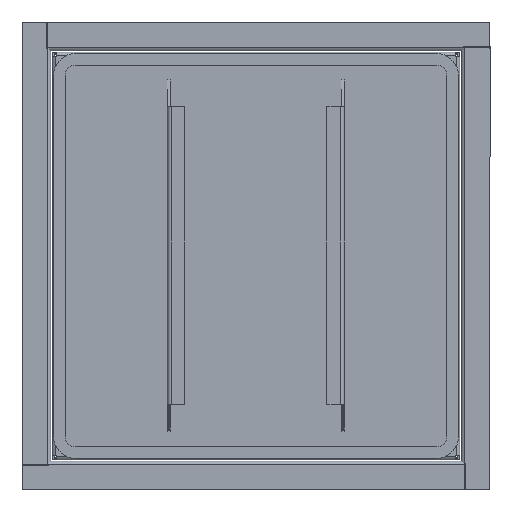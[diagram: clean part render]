
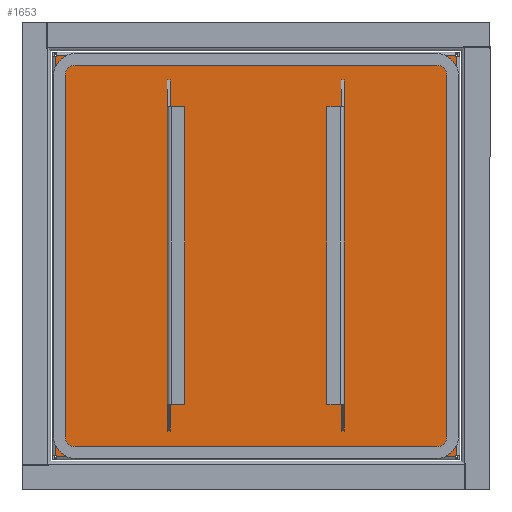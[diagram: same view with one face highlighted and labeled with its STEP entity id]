
A CAD part, front view. The second image highlights one B-rep face of the part: STEP entity #1653.
In plain terms, the highlighted face is planar.
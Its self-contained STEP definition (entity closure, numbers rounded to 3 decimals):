
#38 = DIRECTION ( 'NONE',  ( 0., -1., 0. ) ) ;
#57 = EDGE_CURVE ( 'NONE', #3242, #1112, #3435, .T. ) ;
#68 = ORIENTED_EDGE ( 'NONE', *, *, #150, .T. ) ;
#74 = VECTOR ( 'NONE', #1398, 1000. ) ;
#114 = CARTESIAN_POINT ( 'NONE',  ( 138.1, -138.5, 39. ) ) ;
#150 = EDGE_CURVE ( 'NONE', #805, #1317, #3138, .T. ) ;
#192 = CARTESIAN_POINT ( 'NONE',  ( 138.1, -141.1, 39. ) ) ;
#251 = VECTOR ( 'NONE', #1314, 1000. ) ;
#332 = LINE ( 'NONE', #368, #2822 ) ;
#368 = CARTESIAN_POINT ( 'NONE',  ( -141.1, 138.1, 39. ) ) ;
#419 = VERTEX_POINT ( 'NONE', #579 ) ;
#420 = ORIENTED_EDGE ( 'NONE', *, *, #1029, .T. ) ;
#473 = ORIENTED_EDGE ( 'NONE', *, *, #817, .T. ) ;
#483 = VECTOR ( 'NONE', #3277, 1000. ) ;
#556 = LINE ( 'NONE', #2983, #2717 ) ;
#558 = EDGE_CURVE ( 'NONE', #1196, #2033, #1867, .T. ) ;
#579 = CARTESIAN_POINT ( 'NONE',  ( 138.1, -138.5, 39. ) ) ;
#586 = CARTESIAN_POINT ( 'NONE',  ( 138.1, 138.1, 39. ) ) ;
#613 = VECTOR ( 'NONE', #850, 1000. ) ;
#620 = VECTOR ( 'NONE', #3110, 1000. ) ;
#661 = VECTOR ( 'NONE', #2287, 1000. ) ;
#667 = ORIENTED_EDGE ( 'NONE', *, *, #1861, .T. ) ;
#770 = DIRECTION ( 'NONE',  ( 1., 0., 0. ) ) ;
#805 = VERTEX_POINT ( 'NONE', #2057 ) ;
#817 = EDGE_CURVE ( 'NONE', #1755, #1038, #3043, .T. ) ;
#836 = EDGE_LOOP ( 'NONE', ( #2971, #2158, #2529, #473, #1396, #420, #2365, #68, #1096, #2968, #3592, #667 ) ) ;
#848 = CARTESIAN_POINT ( 'NONE',  ( -138.1, -138.5, 39. ) ) ;
#850 = DIRECTION ( 'NONE',  ( 0., -1., 0. ) ) ;
#883 = CARTESIAN_POINT ( 'NONE',  ( 138.1, 138.5, 39. ) ) ;
#915 = LINE ( 'NONE', #3327, #2245 ) ;
#946 = EDGE_CURVE ( 'NONE', #1038, #419, #3593, .T. ) ;
#1021 = VERTEX_POINT ( 'NONE', #3286 ) ;
#1029 = EDGE_CURVE ( 'NONE', #419, #3322, #2065, .T. ) ;
#1038 = VERTEX_POINT ( 'NONE', #848 ) ;
#1096 = ORIENTED_EDGE ( 'NONE', *, *, #1634, .T. ) ;
#1098 = DIRECTION ( 'NONE',  ( 0., 1., 0. ) ) ;
#1112 = VERTEX_POINT ( 'NONE', #1443 ) ;
#1196 = VERTEX_POINT ( 'NONE', #3264 ) ;
#1223 = CARTESIAN_POINT ( 'NONE',  ( -138.1, 138.5, 39. ) ) ;
#1314 = DIRECTION ( 'NONE',  ( 0., 1., 0. ) ) ;
#1317 = VERTEX_POINT ( 'NONE', #1516 ) ;
#1382 = EDGE_CURVE ( 'NONE', #3322, #805, #2845, .T. ) ;
#1396 = ORIENTED_EDGE ( 'NONE', *, *, #946, .T. ) ;
#1398 = DIRECTION ( 'NONE',  ( -1., 0., 0. ) ) ;
#1443 = CARTESIAN_POINT ( 'NONE',  ( -138.1, 138.5, 39. ) ) ;
#1516 = CARTESIAN_POINT ( 'NONE',  ( 138.5, 138.1, 39. ) ) ;
#1634 = EDGE_CURVE ( 'NONE', #1317, #2269, #3416, .T. ) ;
#1653 = ADVANCED_FACE ( 'NONE', ( #3398 ), #2599, .T. ) ;
#1728 = VECTOR ( 'NONE', #1098, 1000. ) ;
#1733 = CARTESIAN_POINT ( 'NONE',  ( -141.1, 138.1, 39. ) ) ;
#1755 = VERTEX_POINT ( 'NONE', #2115 ) ;
#1765 = CARTESIAN_POINT ( 'NONE',  ( -141.1, -138.1, 39. ) ) ;
#1857 = DIRECTION ( 'NONE',  ( 0., 0., 1. ) ) ;
#1861 = EDGE_CURVE ( 'NONE', #1112, #1021, #915, .T. ) ;
#1867 = LINE ( 'NONE', #2080, #613 ) ;
#1880 = EDGE_CURVE ( 'NONE', #2269, #3242, #2550, .T. ) ;
#1926 = DIRECTION ( 'NONE',  ( 1., 0., 0. ) ) ;
#1943 = DIRECTION ( 'NONE',  ( 0., -1., 0. ) ) ;
#2033 = VERTEX_POINT ( 'NONE', #2412 ) ;
#2057 = CARTESIAN_POINT ( 'NONE',  ( 138.5, -138.1, 39. ) ) ;
#2065 = LINE ( 'NONE', #2471, #251 ) ;
#2080 = CARTESIAN_POINT ( 'NONE',  ( -138.5, -138.1, 39. ) ) ;
#2111 = EDGE_CURVE ( 'NONE', #2033, #1755, #556, .T. ) ;
#2115 = CARTESIAN_POINT ( 'NONE',  ( -138.1, -138.1, 39. ) ) ;
#2158 = ORIENTED_EDGE ( 'NONE', *, *, #558, .T. ) ;
#2245 = VECTOR ( 'NONE', #1943, 1000. ) ;
#2269 = VERTEX_POINT ( 'NONE', #586 ) ;
#2287 = DIRECTION ( 'NONE',  ( -1., 0., 0. ) ) ;
#2337 = CARTESIAN_POINT ( 'NONE',  ( 138.1, -138.1, 39. ) ) ;
#2365 = ORIENTED_EDGE ( 'NONE', *, *, #1382, .T. ) ;
#2412 = CARTESIAN_POINT ( 'NONE',  ( -138.5, -138.1, 39. ) ) ;
#2471 = CARTESIAN_POINT ( 'NONE',  ( 138.1, -141.1, 39. ) ) ;
#2489 = VECTOR ( 'NONE', #38, 1000. ) ;
#2529 = ORIENTED_EDGE ( 'NONE', *, *, #2111, .T. ) ;
#2550 = LINE ( 'NONE', #192, #1728 ) ;
#2599 = PLANE ( 'NONE',  #3030 ) ;
#2676 = CARTESIAN_POINT ( 'NONE',  ( -141.1, -141.1, 39. ) ) ;
#2717 = VECTOR ( 'NONE', #2979, 1000. ) ;
#2822 = VECTOR ( 'NONE', #2935, 1000. ) ;
#2845 = LINE ( 'NONE', #1765, #620 ) ;
#2935 = DIRECTION ( 'NONE',  ( -1., 0., 0. ) ) ;
#2968 = ORIENTED_EDGE ( 'NONE', *, *, #1880, .T. ) ;
#2971 = ORIENTED_EDGE ( 'NONE', *, *, #3408, .T. ) ;
#2979 = DIRECTION ( 'NONE',  ( 1., 0., 0. ) ) ;
#2983 = CARTESIAN_POINT ( 'NONE',  ( -141.1, -138.1, 39. ) ) ;
#3030 = AXIS2_PLACEMENT_3D ( 'NONE', #2676, #1857, #770 ) ;
#3043 = LINE ( 'NONE', #3197, #2489 ) ;
#3074 = VECTOR ( 'NONE', #1926, 1000. ) ;
#3110 = DIRECTION ( 'NONE',  ( 1., 0., 0. ) ) ;
#3138 = LINE ( 'NONE', #3145, #483 ) ;
#3145 = CARTESIAN_POINT ( 'NONE',  ( 138.5, 138.1, 39. ) ) ;
#3197 = CARTESIAN_POINT ( 'NONE',  ( -138.1, -141.1, 39. ) ) ;
#3242 = VERTEX_POINT ( 'NONE', #883 ) ;
#3264 = CARTESIAN_POINT ( 'NONE',  ( -138.5, 138.1, 39. ) ) ;
#3277 = DIRECTION ( 'NONE',  ( 0., 1., 0. ) ) ;
#3286 = CARTESIAN_POINT ( 'NONE',  ( -138.1, 138.1, 39. ) ) ;
#3322 = VERTEX_POINT ( 'NONE', #2337 ) ;
#3327 = CARTESIAN_POINT ( 'NONE',  ( -138.1, -141.1, 39. ) ) ;
#3398 = FACE_OUTER_BOUND ( 'NONE', #836, .T. ) ;
#3408 = EDGE_CURVE ( 'NONE', #1021, #1196, #332, .T. ) ;
#3416 = LINE ( 'NONE', #1733, #661 ) ;
#3435 = LINE ( 'NONE', #1223, #74 ) ;
#3592 = ORIENTED_EDGE ( 'NONE', *, *, #57, .T. ) ;
#3593 = LINE ( 'NONE', #114, #3074 ) ;
